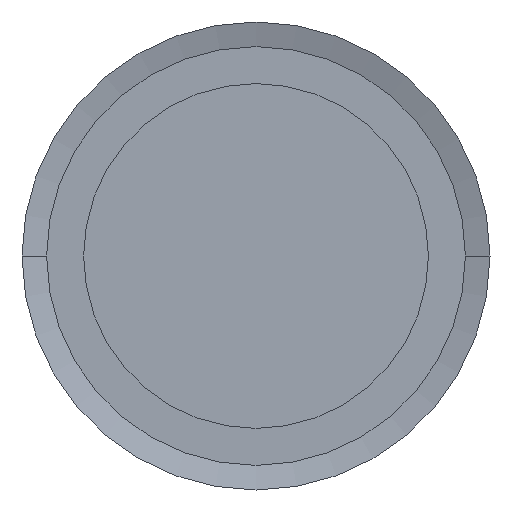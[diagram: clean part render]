
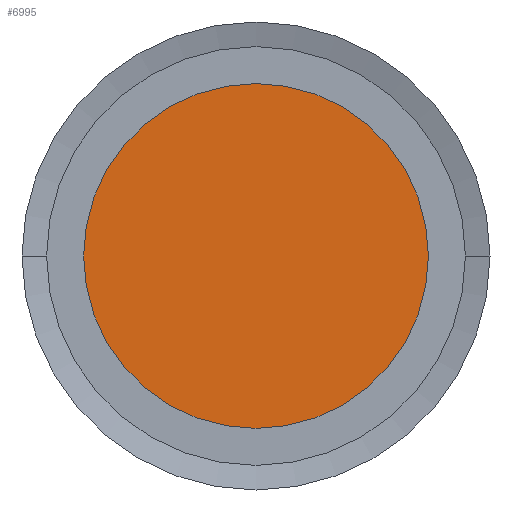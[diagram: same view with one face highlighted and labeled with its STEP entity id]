
A CAD part, left-side view. The second image highlights one B-rep face of the part: STEP entity #6995.
In plain terms, the highlighted planar face has unit normal (-1, 0, 0).
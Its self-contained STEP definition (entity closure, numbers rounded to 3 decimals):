
#6970=CARTESIAN_POINT('',(0.,0.,0.));
#6971=DIRECTION('',(1.,0.,0.));
#6972=DIRECTION('',(0.,0.,-1.));
#6973=AXIS2_PLACEMENT_3D('',#6970,#6971,#6972);
#6974=PLANE('',#6973);
#6975=CARTESIAN_POINT('',(0.,0.,14.));
#6976=VERTEX_POINT('',#6975);
#6977=CARTESIAN_POINT('',(0.,-0.,-14.));
#6978=VERTEX_POINT('',#6977);
#6979=CARTESIAN_POINT('',(0.,0.,0.));
#6980=DIRECTION('',(1.,0.,0.));
#6981=DIRECTION('',(0.,0.,-1.));
#6982=AXIS2_PLACEMENT_3D('',#6979,#6980,#6981);
#6983=CIRCLE('',#6982,14.);
#6984=EDGE_CURVE('',#6976,#6978,#6983,.T.);
#6985=ORIENTED_EDGE('',*,*,#6984,.F.);
#6986=CARTESIAN_POINT('',(0.,0.,0.));
#6987=DIRECTION('',(1.,0.,0.));
#6988=DIRECTION('',(0.,0.,-1.));
#6989=AXIS2_PLACEMENT_3D('',#6986,#6987,#6988);
#6990=CIRCLE('',#6989,14.);
#6991=EDGE_CURVE('',#6978,#6976,#6990,.T.);
#6992=ORIENTED_EDGE('',*,*,#6991,.F.);
#6993=EDGE_LOOP('',(#6985,#6992));
#6994=FACE_BOUND('',#6993,.T.);
#6995=ADVANCED_FACE('',(#6994),#6974,.F.);
